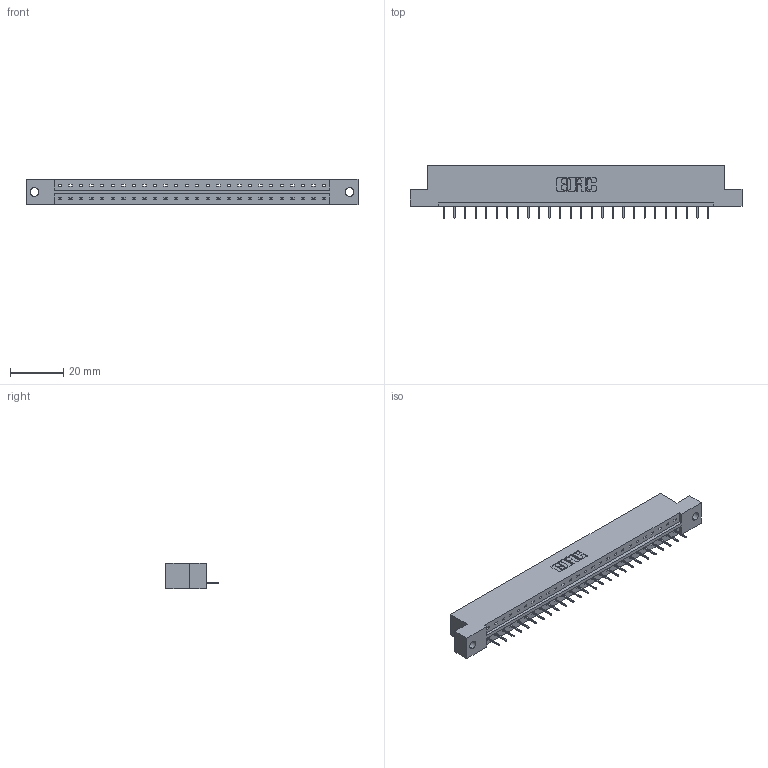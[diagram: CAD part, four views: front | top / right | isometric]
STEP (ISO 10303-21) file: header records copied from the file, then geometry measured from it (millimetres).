
FILE_DESCRIPTION (( 'STEP AP203' ), '1' );
FILE_NAME ('333-026-524-102.STEP', '2018-08-02T12:46:08', ( '' ), ( '' ), 'SwSTEP 2.0', 'SolidWorks 2016', '' );
FILE_SCHEMA (( 'CONFIG_CONTROL_DESIGN' ));
Length unit declared in the file: inch
Products named in the file (3): 333 Part_Flush - .128 Dia; 345-292-001_345-293-124; 333-026-524-102
Assembly tree (27 placements, depth 2):
  333-026-524-102
    333 Part_Flush - .128 Dia
    345-292-001_345-293-124  x26
Bounding box: 124.56 x 19.69 x 9.4 mm (x, y, z)
Volume: 12257.4 mm3; surface area: 12532.4 mm2
Topology: 27 solids, 27 shells, 1726 faces, 4991 edges, 3222 vertices
Faces by surface type: plane 1318, cylinder 408
Entity records: 18041 total; most frequent: CARTESIAN_POINT 3120, ORIENTED_EDGE 3082, DIRECTION 2665, EDGE_CURVE 1541, LINE 1417, VECTOR 1417, VERTEX_POINT 1022, AXIS2_PLACEMENT_3D 624
